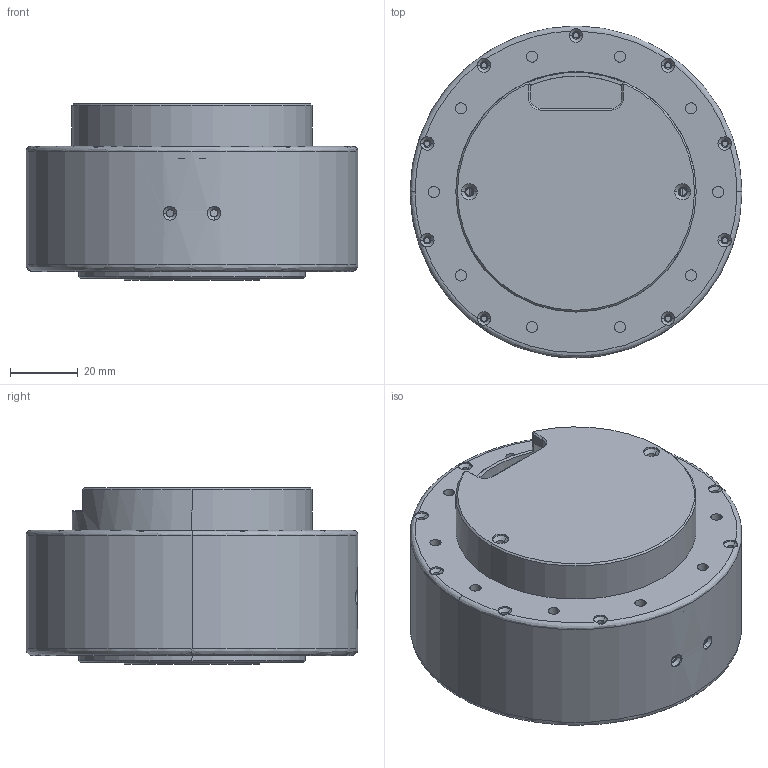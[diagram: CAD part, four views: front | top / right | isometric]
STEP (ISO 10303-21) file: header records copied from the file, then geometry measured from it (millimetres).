
FILE_DESCRIPTION (( 'STEP AP214' ), '1' );
FILE_NAME ('RMD-X8pro-P6.step', '2023-12-27T05:44:28', ( '' ), ( '' ), 'SwSTEP 2.0', 'SolidWorks 2020', '' );
FILE_SCHEMA (( 'AUTOMOTIVE_DESIGN' ));
Length unit declared in the file: millimetre
Products named in the file (1): RMD-X8pro-P6
Bounding box: 98 x 98 x 52 mm (x, y, z)
Volume: 92249.2 mm3; surface area: 72767 mm2
Topology: 3 solids, 3 shells, 615 faces, 1560 edges, 985 vertices
Faces by surface type: cylinder 364, plane 132, cone 106, bspline 13
Entity records: 20136 total; most frequent: CARTESIAN_POINT 4291, DIRECTION 3495, ORIENTED_EDGE 3120, EDGE_CURVE 1560, AXIS2_PLACEMENT_3D 1435, VERTEX_POINT 985, CIRCLE 832, EDGE_LOOP 737
